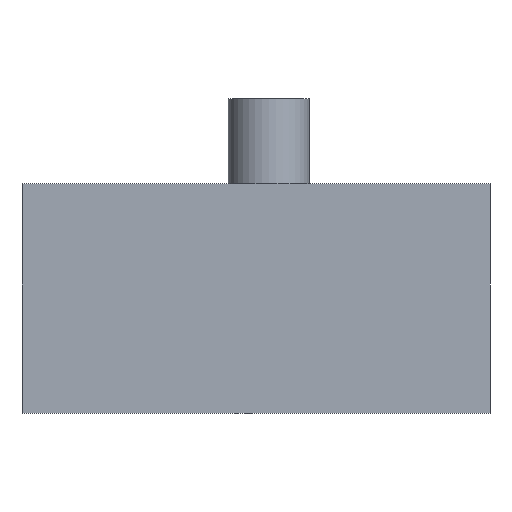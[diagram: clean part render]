
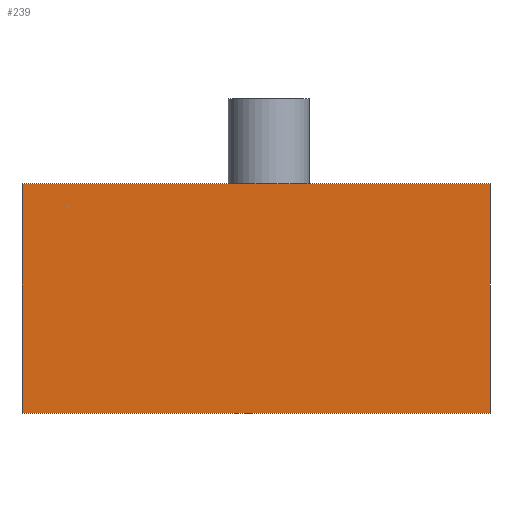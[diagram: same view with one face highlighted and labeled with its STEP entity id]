
A CAD part, front view. The second image highlights one B-rep face of the part: STEP entity #239.
In plain terms, the highlighted planar face has unit normal (0, -1, 0).
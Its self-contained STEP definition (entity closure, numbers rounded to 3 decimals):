
#23=PLANE('',#272);
#38=FACE_OUTER_BOUND('',#54,.T.);
#54=EDGE_LOOP('',(#196,#197,#198,#199));
#69=LINE('',#368,#95);
#71=LINE('',#373,#97);
#75=LINE('',#381,#101);
#77=LINE('',#384,#103);
#95=VECTOR('',#303,10.);
#97=VECTOR('',#307,10.);
#101=VECTOR('',#315,10.);
#103=VECTOR('',#319,10.);
#124=VERTEX_POINT('',#361);
#127=VERTEX_POINT('',#366);
#129=VERTEX_POINT('',#372);
#131=VERTEX_POINT('',#380);
#149=EDGE_CURVE('',#127,#124,#69,.T.);
#151=EDGE_CURVE('',#124,#129,#71,.T.);
#155=EDGE_CURVE('',#127,#131,#75,.T.);
#157=EDGE_CURVE('',#129,#131,#77,.T.);
#196=ORIENTED_EDGE('',*,*,#151,.F.);
#197=ORIENTED_EDGE('',*,*,#149,.F.);
#198=ORIENTED_EDGE('',*,*,#155,.T.);
#199=ORIENTED_EDGE('',*,*,#157,.F.);
#239=ADVANCED_FACE('',(#38),#23,.T.);
#272=AXIS2_PLACEMENT_3D('',#383,#317,#318);
#303=DIRECTION('',(-1.,0.,0.));
#307=DIRECTION('',(0.,0.,1.));
#315=DIRECTION('',(0.,0.,1.));
#317=DIRECTION('center_axis',(0.,-1.,0.));
#318=DIRECTION('ref_axis',(-1.,0.,0.));
#319=DIRECTION('',(1.,0.,0.));
#361=CARTESIAN_POINT('',(0.,0.,-2.));
#366=CARTESIAN_POINT('',(110.,0.,-2.));
#368=CARTESIAN_POINT('',(0.,0.,-2.));
#372=CARTESIAN_POINT('',(0.,0.,52.));
#373=CARTESIAN_POINT('',(0.,0.,0.));
#380=CARTESIAN_POINT('',(110.,0.,52.));
#381=CARTESIAN_POINT('',(110.,0.,0.));
#383=CARTESIAN_POINT('Origin',(110.,0.,0.));
#384=CARTESIAN_POINT('',(110.,0.,52.));
